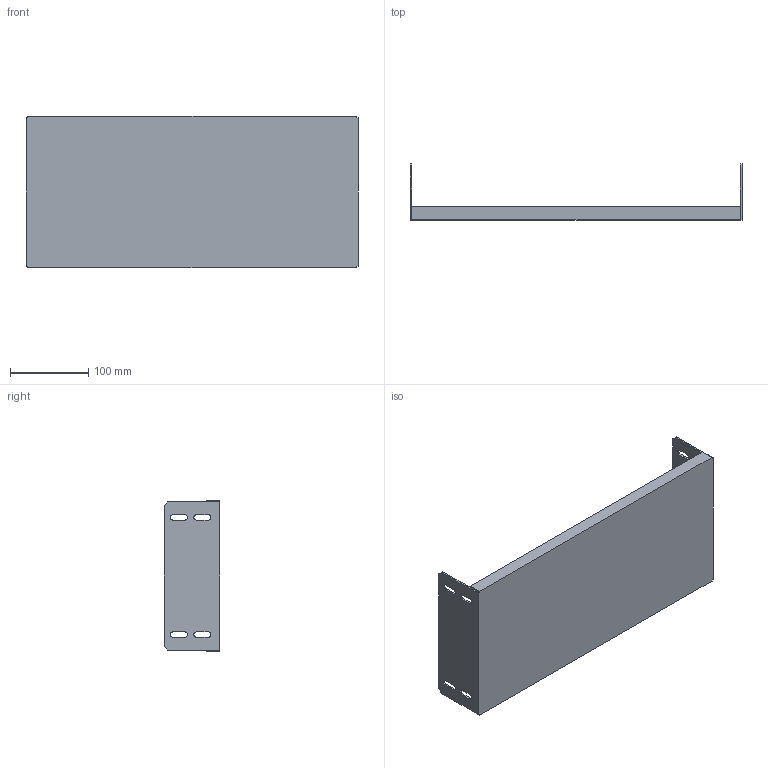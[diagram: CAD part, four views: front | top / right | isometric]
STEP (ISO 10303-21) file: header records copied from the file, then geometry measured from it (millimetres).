
FILE_DESCRIPTION (( 'STEP AP203' ), '1' );
FILE_NAME ('CPR602_Default.step', '2025-05-14T12:45:38', ( 'Windows User' ), ( 'AUTOMATION DIRECT' ), 'SwSTEP 2.0', 'SolidWorks 2024', '' );
FILE_SCHEMA (( 'CONFIG_CONTROL_DESIGN' ));
Length unit declared in the file: millimetre
Products named in the file (1): CPR602_Default
Bounding box: 425 x 71.5 x 194 mm (x, y, z)
Volume: 240550.9 mm3; surface area: 244511.3 mm2
Topology: 1 solids, 1 shells, 59 faces, 171 edges, 114 vertices
Faces by surface type: plane 43, cylinder 16
Entity records: 2046 total; most frequent: CARTESIAN_POINT 345, ORIENTED_EDGE 342, DIRECTION 323, EDGE_CURVE 171, VECTOR 139, LINE 139, VERTEX_POINT 114, AXIS2_PLACEMENT_3D 92
